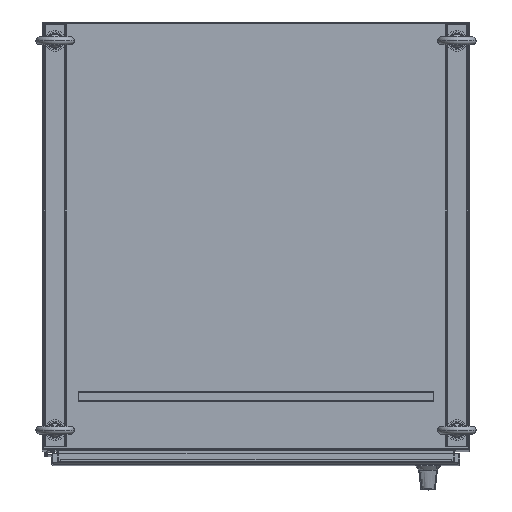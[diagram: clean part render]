
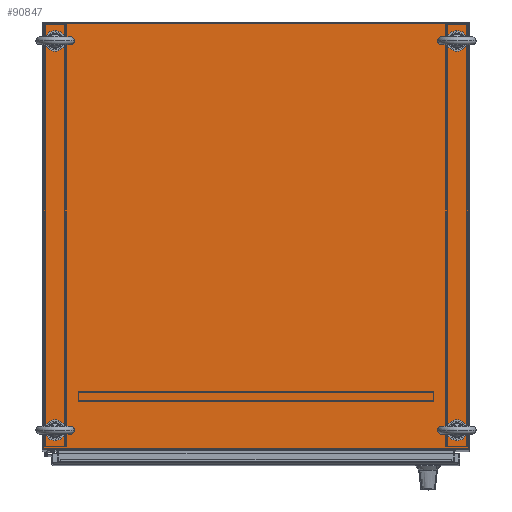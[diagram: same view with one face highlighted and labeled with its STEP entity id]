
A CAD part, top view. The second image highlights one B-rep face of the part: STEP entity #90847.
In plain terms, the highlighted planar face has unit normal (0, 0, 1).
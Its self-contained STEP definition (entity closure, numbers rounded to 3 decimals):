
#4 = CARTESIAN_POINT ( 'NONE',  ( -36.805, 18., 90.06 ) ) ;
#495 = DIRECTION ( 'NONE',  ( -1., 0., 0. ) ) ;
#2721 = CARTESIAN_POINT ( 'NONE',  ( -35.805, 16.469, 90.06 ) ) ;
#3058 = VERTEX_POINT ( 'NONE', #57762 ) ;
#3707 = CARTESIAN_POINT ( 'NONE',  ( -36.18, -16.343, 90.06 ) ) ;
#4316 = CARTESIAN_POINT ( 'NONE',  ( -0.935, -17.857, 90.06 ) ) ;
#4924 = EDGE_CURVE ( 'NONE', #61242, #47972, #5658, .T. ) ;
#5257 = EDGE_CURVE ( 'NONE', #3058, #61242, #100479, .T. ) ;
#5658 = LINE ( 'NONE', #74052, #109878 ) ;
#5936 = CIRCLE ( 'NONE', #58317, 0.375 ) ;
#6159 = ORIENTED_EDGE ( 'NONE', *, *, #49730, .T. ) ;
#6580 = ORIENTED_EDGE ( 'NONE', *, *, #12023, .T. ) ;
#6949 = CARTESIAN_POINT ( 'NONE',  ( -36.18, 16.469, 90.06 ) ) ;
#8949 = FACE_BOUND ( 'NONE', #68262, .T. ) ;
#11475 = VERTEX_POINT ( 'NONE', #66224 ) ;
#11495 = VECTOR ( 'NONE', #95240, 39.37 ) ;
#12023 = EDGE_CURVE ( 'NONE', #69963, #21465, #5936, .T. ) ;
#12662 = CARTESIAN_POINT ( 'NONE',  ( -35.805, -16.343, 90.06 ) ) ;
#13283 = AXIS2_PLACEMENT_3D ( 'NONE', #2721, #29273, #63783 ) ;
#13311 = CIRCLE ( 'NONE', #99983, 0.375 ) ;
#15405 = CARTESIAN_POINT ( 'NONE',  ( -36.805, -17.857, 90.06 ) ) ;
#15770 = DIRECTION ( 'NONE',  ( 1., 0., 0. ) ) ;
#16942 = EDGE_CURVE ( 'NONE', #47972, #75116, #93443, .T. ) ;
#18999 = CARTESIAN_POINT ( 'NONE',  ( -2.31, 16.469, 90.06 ) ) ;
#21465 = VERTEX_POINT ( 'NONE', #80616 ) ;
#21718 = CIRCLE ( 'NONE', #28991, 0.375 ) ;
#24539 = CIRCLE ( 'NONE', #111231, 0.375 ) ;
#25754 = DIRECTION ( 'NONE',  ( 1., 0., 0. ) ) ;
#26815 = LINE ( 'NONE', #43196, #11495 ) ;
#26839 = VECTOR ( 'NONE', #92577, 39.37 ) ;
#26876 = DIRECTION ( 'NONE',  ( 1., 0., 0. ) ) ;
#27120 = DIRECTION ( 'NONE',  ( 0., 0., -1. ) ) ;
#27362 = CARTESIAN_POINT ( 'NONE',  ( -1.935, -16.343, 90.06 ) ) ;
#28095 = VERTEX_POINT ( 'NONE', #18999 ) ;
#28542 = CARTESIAN_POINT ( 'NONE',  ( -1.935, 16.469, 90.06 ) ) ;
#28612 = DIRECTION ( 'NONE',  ( 1., 0., 0. ) ) ;
#28991 = AXIS2_PLACEMENT_3D ( 'NONE', #27362, #94684, #77688 ) ;
#29273 = DIRECTION ( 'NONE',  ( 0., 0., -1. ) ) ;
#30175 = DIRECTION ( 'NONE',  ( 1., 0., 0. ) ) ;
#31422 = EDGE_CURVE ( 'NONE', #21465, #69963, #81877, .T. ) ;
#33839 = AXIS2_PLACEMENT_3D ( 'NONE', #76075, #103195, #25754 ) ;
#34050 = EDGE_LOOP ( 'NONE', ( #72121, #101673, #109345, #69634 ) ) ;
#34716 = ORIENTED_EDGE ( 'NONE', *, *, #86117, .T. ) ;
#34780 = CARTESIAN_POINT ( 'NONE',  ( -1.56, 16.469, 90.06 ) ) ;
#37567 = CARTESIAN_POINT ( 'NONE',  ( -2.31, -16.343, 90.06 ) ) ;
#38330 = EDGE_CURVE ( 'NONE', #65393, #28095, #77184, .T. ) ;
#40293 = ORIENTED_EDGE ( 'NONE', *, *, #38330, .T. ) ;
#41202 = FACE_BOUND ( 'NONE', #62078, .T. ) ;
#41580 = VERTEX_POINT ( 'NONE', #3707 ) ;
#43196 = CARTESIAN_POINT ( 'NONE',  ( -0.935, 18., 90.06 ) ) ;
#43922 = DIRECTION ( 'NONE',  ( 0., 0., -1. ) ) ;
#47972 = VERTEX_POINT ( 'NONE', #15405 ) ;
#49730 = EDGE_CURVE ( 'NONE', #61974, #99422, #21718, .T. ) ;
#50918 = DIRECTION ( 'NONE',  ( 1., 0., 0. ) ) ;
#51866 = EDGE_LOOP ( 'NONE', ( #40293, #59099 ) ) ;
#51929 = DIRECTION ( 'NONE',  ( 0., 0., -1. ) ) ;
#56414 = CARTESIAN_POINT ( 'NONE',  ( -0.935, -18., 90.06 ) ) ;
#56733 = CARTESIAN_POINT ( 'NONE',  ( -36.805, 18., 90.06 ) ) ;
#57191 = CIRCLE ( 'NONE', #105967, 0.375 ) ;
#57762 = CARTESIAN_POINT ( 'NONE',  ( -0.935, 18., 90.06 ) ) ;
#58317 = AXIS2_PLACEMENT_3D ( 'NONE', #107947, #101103, #15770 ) ;
#59099 = ORIENTED_EDGE ( 'NONE', *, *, #83572, .T. ) ;
#61242 = VERTEX_POINT ( 'NONE', #4316 ) ;
#61974 = VERTEX_POINT ( 'NONE', #37567 ) ;
#62027 = CARTESIAN_POINT ( 'NONE',  ( -1.935, -16.343, 90.06 ) ) ;
#62078 = EDGE_LOOP ( 'NONE', ( #34716, #73966 ) ) ;
#63783 = DIRECTION ( 'NONE',  ( 1., 0., 0. ) ) ;
#65393 = VERTEX_POINT ( 'NONE', #34780 ) ;
#65614 = DIRECTION ( 'NONE',  ( -1., 0., 0. ) ) ;
#66224 = CARTESIAN_POINT ( 'NONE',  ( -35.43, -16.343, 90.06 ) ) ;
#68262 = EDGE_LOOP ( 'NONE', ( #98992, #6580 ) ) ;
#69634 = ORIENTED_EDGE ( 'NONE', *, *, #16942, .F. ) ;
#69963 = VERTEX_POINT ( 'NONE', #6949 ) ;
#72121 = ORIENTED_EDGE ( 'NONE', *, *, #4924, .F. ) ;
#72979 = AXIS2_PLACEMENT_3D ( 'NONE', #12662, #107653, #30175 ) ;
#73966 = ORIENTED_EDGE ( 'NONE', *, *, #75710, .T. ) ;
#74052 = CARTESIAN_POINT ( 'NONE',  ( -36.805, -17.857, 90.06 ) ) ;
#75116 = VERTEX_POINT ( 'NONE', #4 ) ;
#75710 = EDGE_CURVE ( 'NONE', #41580, #11475, #82020, .T. ) ;
#76075 = CARTESIAN_POINT ( 'NONE',  ( -1.935, 16.469, 90.06 ) ) ;
#76836 = FACE_OUTER_BOUND ( 'NONE', #34050, .T. ) ;
#77184 = CIRCLE ( 'NONE', #33839, 0.375 ) ;
#77375 = PLANE ( 'NONE',  #89685 ) ;
#77688 = DIRECTION ( 'NONE',  ( 1., 0., 0. ) ) ;
#80616 = CARTESIAN_POINT ( 'NONE',  ( -35.43, 16.469, 90.06 ) ) ;
#81137 = EDGE_CURVE ( 'NONE', #75116, #3058, #26815, .T. ) ;
#81300 = CARTESIAN_POINT ( 'NONE',  ( -1.56, -16.343, 90.06 ) ) ;
#81877 = CIRCLE ( 'NONE', #13283, 0.375 ) ;
#82020 = CIRCLE ( 'NONE', #72979, 0.375 ) ;
#83572 = EDGE_CURVE ( 'NONE', #28095, #65393, #24539, .T. ) ;
#85875 = FACE_BOUND ( 'NONE', #91153, .T. ) ;
#86117 = EDGE_CURVE ( 'NONE', #11475, #41580, #57191, .T. ) ;
#89685 = AXIS2_PLACEMENT_3D ( 'NONE', #103953, #51929, #495 ) ;
#90847 = ADVANCED_FACE ( 'NONE', ( #76836, #94356, #8949, #85875, #41202 ), #77375, .F. ) ;
#91153 = EDGE_LOOP ( 'NONE', ( #94810, #6159 ) ) ;
#91219 = DIRECTION ( 'NONE',  ( 0., 1., 0. ) ) ;
#92577 = DIRECTION ( 'NONE',  ( 0., -1., 0. ) ) ;
#93443 = LINE ( 'NONE', #56733, #99439 ) ;
#94356 = FACE_BOUND ( 'NONE', #51866, .T. ) ;
#94684 = DIRECTION ( 'NONE',  ( 0., 0., -1. ) ) ;
#94810 = ORIENTED_EDGE ( 'NONE', *, *, #99759, .T. ) ;
#95240 = DIRECTION ( 'NONE',  ( 1., 0., 0. ) ) ;
#96673 = CARTESIAN_POINT ( 'NONE',  ( -35.805, -16.343, 90.06 ) ) ;
#98992 = ORIENTED_EDGE ( 'NONE', *, *, #31422, .T. ) ;
#99422 = VERTEX_POINT ( 'NONE', #81300 ) ;
#99439 = VECTOR ( 'NONE', #91219, 39.37 ) ;
#99759 = EDGE_CURVE ( 'NONE', #99422, #61974, #13311, .T. ) ;
#99983 = AXIS2_PLACEMENT_3D ( 'NONE', #62027, #43922, #28612 ) ;
#100479 = LINE ( 'NONE', #56414, #26839 ) ;
#101103 = DIRECTION ( 'NONE',  ( 0., 0., -1. ) ) ;
#101673 = ORIENTED_EDGE ( 'NONE', *, *, #5257, .F. ) ;
#103195 = DIRECTION ( 'NONE',  ( 0., 0., -1. ) ) ;
#103800 = DIRECTION ( 'NONE',  ( 0., 0., -1. ) ) ;
#103953 = CARTESIAN_POINT ( 'NONE',  ( -36.805, 18., 90.06 ) ) ;
#105967 = AXIS2_PLACEMENT_3D ( 'NONE', #96673, #27120, #50918 ) ;
#107653 = DIRECTION ( 'NONE',  ( 0., 0., -1. ) ) ;
#107947 = CARTESIAN_POINT ( 'NONE',  ( -35.805, 16.469, 90.06 ) ) ;
#109345 = ORIENTED_EDGE ( 'NONE', *, *, #81137, .F. ) ;
#109878 = VECTOR ( 'NONE', #65614, 39.37 ) ;
#111231 = AXIS2_PLACEMENT_3D ( 'NONE', #28542, #103800, #26876 ) ;
